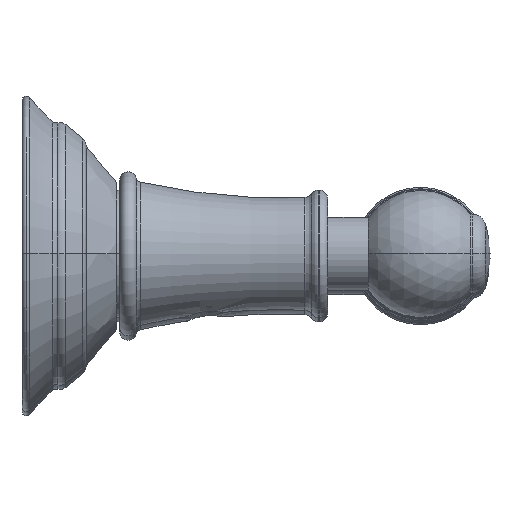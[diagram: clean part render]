
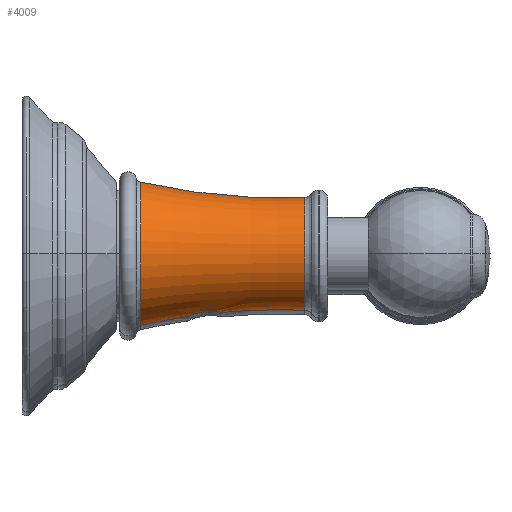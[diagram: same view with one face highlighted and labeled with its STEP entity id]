
A CAD part, top view. The second image highlights one B-rep face of the part: STEP entity #4009.
In plain terms, the highlighted toroidal (fillet/blend) face has major radius 123.293 mm and minor radius 113.259 mm.
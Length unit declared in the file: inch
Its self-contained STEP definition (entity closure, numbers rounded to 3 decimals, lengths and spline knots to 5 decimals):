
#1071=CARTESIAN_POINT('',(0.,0.475,-0.44432));
#1072=CARTESIAN_POINT('',(0.00795,0.475,-0.44432));
#1073=CARTESIAN_POINT('',(0.02409,0.47646,
-0.44369));
#1074=CARTESIAN_POINT('',(0.0491,0.4841,
-0.44045));
#1075=CARTESIAN_POINT('',(0.07068,0.49597,
-0.43569));
#1076=CARTESIAN_POINT('',(0.0894,0.5115,
-0.42992));
#1077=CARTESIAN_POINT('',(0.10497,0.53063,
-0.4236));
#1078=CARTESIAN_POINT('',(0.11681,0.55304,
-0.41731));
#1079=CARTESIAN_POINT('',(0.1241,0.57855,
-0.41173));
#1080=CARTESIAN_POINT('',(0.12578,0.60468,
-0.40784));
#1081=CARTESIAN_POINT('',(0.12231,0.62952,
-0.40587));
#1082=CARTESIAN_POINT('',(0.11387,0.65387,
-0.40554));
#1083=CARTESIAN_POINT('',(0.09917,0.67782,
-0.40685));
#1084=CARTESIAN_POINT('',(0.07952,0.69781,
-0.40917));
#1085=CARTESIAN_POINT('',(0.05533,0.71333,
-0.4117));
#1086=CARTESIAN_POINT('',(0.02801,0.72294,
-0.4136));
#1087=CARTESIAN_POINT('',(0.00929,0.725,-0.41404));
#1088=CARTESIAN_POINT('',(0.,0.725,-0.41404));
#1090=CARTESIAN_POINT('',(0.,0.1477,0.));
#1091=DIRECTION('',(0.,-1.,0.));
#1092=DIRECTION('',(0.,0.,-1.));
#1093=AXIS2_PLACEMENT_3D('',#1090,#1091,#1092);
#1095=CARTESIAN_POINT('',(0.,1.30886,0.));
#1096=DIRECTION('',(0.,1.,0.));
#1097=DIRECTION('',(0.,0.,1.));
#1098=AXIS2_PLACEMENT_3D('',#1095,#1096,#1097);
#1127=CARTESIAN_POINT('',(0.,1.13603,-4.85405));
#1128=DIRECTION('',(-1.,0.,0.));
#1129=DIRECTION('',(0.,-0.092,0.996));
#1130=AXIS2_PLACEMENT_3D('',#1127,#1128,#1129);
#1137=CARTESIAN_POINT('',(0.,1.13603,4.85405));
#1138=DIRECTION('',(1.,0.,0.));
#1139=DIRECTION('',(0.,-0.222,-0.975));
#1140=AXIS2_PLACEMENT_3D('',#1137,#1138,#1139);
#1147=CARTESIAN_POINT('',(0.,1.13603,-4.85405));
#1148=DIRECTION('',(-1.,0.,0.));
#1149=DIRECTION('',(0.,-0.222,0.975));
#1150=AXIS2_PLACEMENT_3D('',#1147,#1148,#1149);
#3746=CARTESIAN_POINT('',(0.,1.30886,-0.3984));
#3747=CARTESIAN_POINT('',(0.,1.30886,0.3984));
#3748=VERTEX_POINT('',#3746);
#3749=VERTEX_POINT('',#3747);
#3834=CARTESIAN_POINT('',(0.,0.1477,0.50596));
#3835=CARTESIAN_POINT('',(0.,0.1477,-0.50596));
#3836=VERTEX_POINT('',#3834);
#3837=VERTEX_POINT('',#3835);
#3946=VERTEX_POINT('',#1071);
#3947=VERTEX_POINT('',#1088);
#3991=CARTESIAN_POINT('',(0.,1.13603,0.));
#3992=DIRECTION('',(0.,-1.,0.));
#3993=DIRECTION('',(0.,0.,1.));
#3994=AXIS2_PLACEMENT_3D('',#3991,#3992,#3993);
#3995=TOROIDAL_SURFACE('',#3994,4.85405,4.459);
#3997=ORIENTED_EDGE('',*,*,#3996,.F.);
#3999=ORIENTED_EDGE('',*,*,#3998,.F.);
#4000=ORIENTED_EDGE('',*,*,#3981,.T.);
#4002=ORIENTED_EDGE('',*,*,#4001,.T.);
#4004=ORIENTED_EDGE('',*,*,#4003,.T.);
#4006=ORIENTED_EDGE('',*,*,#4005,.F.);
#4007=EDGE_LOOP('',(#3997,#3999,#4000,#4002,#4004,#4006));
#4008=FACE_OUTER_BOUND('',#4007,.F.);
#4009=ADVANCED_FACE('',(#4008),#3995,.F.);
#1089=B_SPLINE_CURVE_WITH_KNOTS('',3,(#1071,#1072,#1073,#1074,#1075,#1076,#1077,
#1078,#1079,#1080,#1081,#1082,#1083,#1084,#1085,#1086,#1087,#1088),
.UNSPECIFIED.,.F.,.F.,(4,1,1,1,1,1,1,1,1,1,1,1,1,1,1,4),(0.,0.06667,
0.13333,0.2,0.26667,0.33333,0.4,
0.46667,0.53333,0.6,0.66667,0.73333,
0.8,0.86667,0.93333,1.),.UNSPECIFIED.);
#1094=CIRCLE('',#1093,0.50596);
#1099=CIRCLE('',#1098,0.3984);
#1131=CIRCLE('',#1130,4.459);
#1141=CIRCLE('',#1140,4.459);
#1151=CIRCLE('',#1150,4.459);
#3981=EDGE_CURVE('',#3837,#3836,#1094,.T.);
#3996=EDGE_CURVE('',#3946,#3947,#1089,.T.);
#3998=EDGE_CURVE('',#3837,#3946,#1151,.T.);
#4001=EDGE_CURVE('',#3836,#3749,#1141,.T.);
#4003=EDGE_CURVE('',#3749,#3748,#1099,.T.);
#4005=EDGE_CURVE('',#3947,#3748,#1131,.T.);
